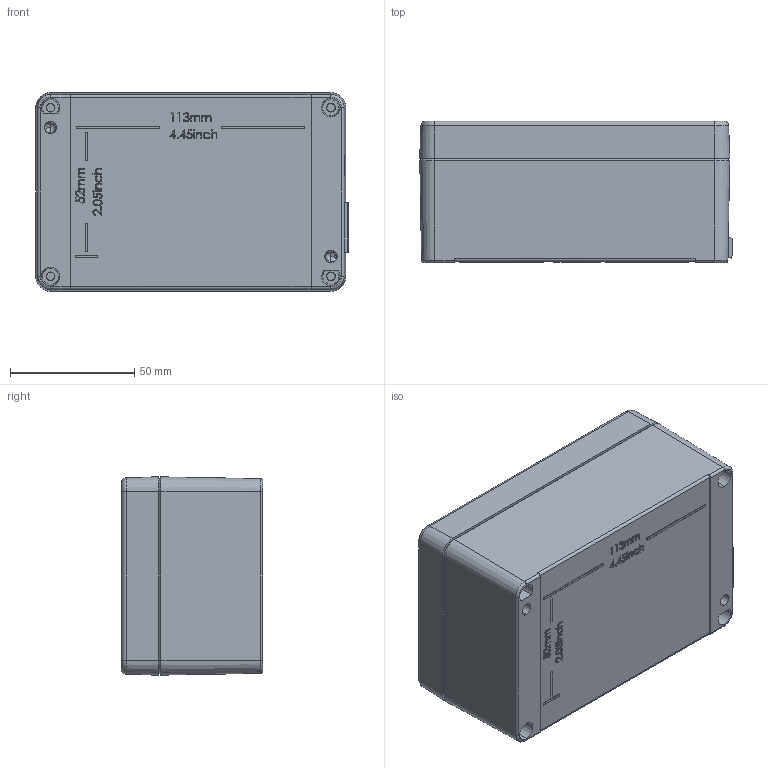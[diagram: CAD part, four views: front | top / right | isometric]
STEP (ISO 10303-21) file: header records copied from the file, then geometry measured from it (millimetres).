
FILE_DESCRIPTION (( 'STEP AP214' ), '1' );
FILE_NAME ('25081306.STEP', '2012-06-13T14:03:53', ( ' ' ), ( '' ), 'SwSTEP 2.0', 'SolidWorks 2011', '' );
FILE_SCHEMA (( 'AUTOMOTIVE_DESIGN' ));
Length unit declared in the file: millimetre
Products named in the file (10): 92441; 92081; 83171; 95026; 01081306_Ex; 82013; 93132; 02016; 01016; 25081306
Assembly tree (13 placements, depth 3):
  25081306
    92081
    83171
    92441
    95026
    01081306_Ex
      93132  x4
      01016
      02016
      82013
    82013
Bounding box: 126.01 x 57 x 80 mm (x, y, z)
Volume: 154476 mm3; surface area: 93646.2 mm2
Topology: 12 solids, 12 shells, 965 faces, 2405 edges, 1527 vertices
Faces by surface type: plane 433, bspline 200, cone 166, cylinder 133, torus 33
Entity records: 37595 total; most frequent: CARTESIAN_POINT 17999, ORIENTED_EDGE 4338, DIRECTION 3322, EDGE_CURVE 2169, VERTEX_POINT 1385, AXIS2_PLACEMENT_3D 1126, LINE 1070, VECTOR 1070
